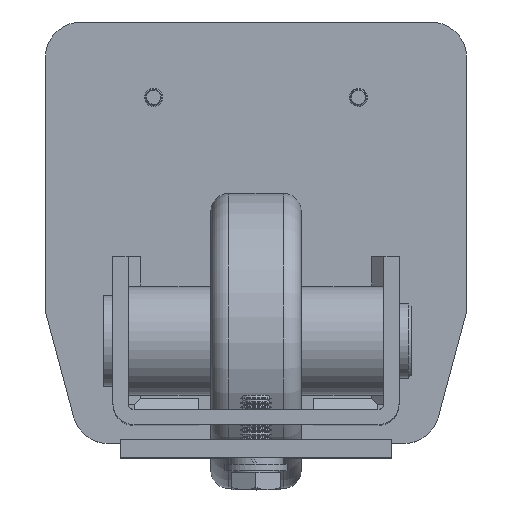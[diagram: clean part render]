
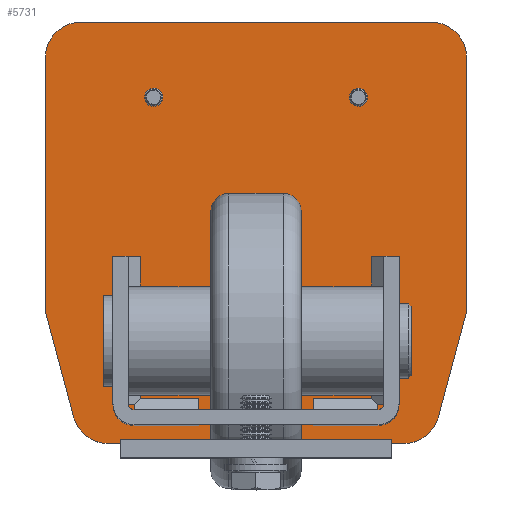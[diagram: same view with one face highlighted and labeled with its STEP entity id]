
A CAD part, top view. The second image highlights one B-rep face of the part: STEP entity #5731.
In plain terms, the highlighted planar face has unit normal (0, 0, 1).
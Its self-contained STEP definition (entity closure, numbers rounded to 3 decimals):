
#269=FACE_BOUND('',#1404,.T.);
#270=FACE_BOUND('',#1405,.T.);
#328=CIRCLE('',#6411,12.);
#330=CIRCLE('',#6414,12.);
#332=CIRCLE('',#6417,12.);
#334=CIRCLE('',#6420,12.);
#337=CIRCLE('',#6424,2.459);
#338=CIRCLE('',#6425,2.459);
#341=CIRCLE('',#6429,2.459);
#342=CIRCLE('',#6430,2.459);
#345=CIRCLE('',#6438,12.);
#346=CIRCLE('',#6442,12.);
#1049=FACE_OUTER_BOUND('',#1403,.T.);
#1403=EDGE_LOOP('',(#4130,#4131,#4132,#4133,#4134,#4135,#4136,#4137,#4138,
#4139,#4140,#4141));
#1404=EDGE_LOOP('',(#4142,#4143));
#1405=EDGE_LOOP('',(#4144,#4145));
#1821=LINE('',#9688,#2148);
#1828=LINE('',#9704,#2155);
#1829=LINE('',#9706,#2156);
#1831=LINE('',#9712,#2158);
#1832=LINE('',#9715,#2159);
#1835=LINE('',#9722,#2162);
#2148=VECTOR('',#7531,82.412);
#2155=VECTOR('',#7546,34.773);
#2156=VECTOR('',#7549,116.);
#2158=VECTOR('',#7557,82.412);
#2159=VECTOR('',#7560,34.773);
#2162=VECTOR('',#7569,98.);
#2456=VERTEX_POINT('',#9634);
#2457=VERTEX_POINT('',#9636);
#2460=VERTEX_POINT('',#9643);
#2461=VERTEX_POINT('',#9645);
#2464=VERTEX_POINT('',#9652);
#2465=VERTEX_POINT('',#9654);
#2468=VERTEX_POINT('',#9661);
#2469=VERTEX_POINT('',#9663);
#2472=VERTEX_POINT('',#9671);
#2473=VERTEX_POINT('',#9673);
#2476=VERTEX_POINT('',#9681);
#2477=VERTEX_POINT('',#9683);
#2482=VERTEX_POINT('',#9702);
#2483=VERTEX_POINT('',#9708);
#2484=VERTEX_POINT('',#9714);
#2485=VERTEX_POINT('',#9718);
#3082=EDGE_CURVE('',#2456,#2457,#328,.T.);
#3086=EDGE_CURVE('',#2460,#2461,#330,.T.);
#3090=EDGE_CURVE('',#2464,#2465,#332,.T.);
#3094=EDGE_CURVE('',#2468,#2469,#334,.T.);
#3099=EDGE_CURVE('',#2473,#2472,#337,.T.);
#3100=EDGE_CURVE('',#2472,#2473,#338,.T.);
#3104=EDGE_CURVE('',#2477,#2476,#341,.T.);
#3105=EDGE_CURVE('',#2476,#2477,#342,.T.);
#3107=EDGE_CURVE('',#2461,#2468,#1821,.T.);
#3116=EDGE_CURVE('',#2482,#2464,#1828,.T.);
#3117=EDGE_CURVE('',#2457,#2460,#1829,.T.);
#3118=EDGE_CURVE('',#2483,#2482,#345,.T.);
#3120=EDGE_CURVE('',#2465,#2456,#1831,.T.);
#3121=EDGE_CURVE('',#2469,#2484,#1832,.T.);
#3123=EDGE_CURVE('',#2484,#2485,#346,.T.);
#3125=EDGE_CURVE('',#2485,#2483,#1835,.T.);
#4130=ORIENTED_EDGE('',*,*,#3094,.F.);
#4131=ORIENTED_EDGE('',*,*,#3107,.F.);
#4132=ORIENTED_EDGE('',*,*,#3086,.F.);
#4133=ORIENTED_EDGE('',*,*,#3117,.F.);
#4134=ORIENTED_EDGE('',*,*,#3082,.F.);
#4135=ORIENTED_EDGE('',*,*,#3120,.F.);
#4136=ORIENTED_EDGE('',*,*,#3090,.F.);
#4137=ORIENTED_EDGE('',*,*,#3116,.F.);
#4138=ORIENTED_EDGE('',*,*,#3118,.F.);
#4139=ORIENTED_EDGE('',*,*,#3125,.F.);
#4140=ORIENTED_EDGE('',*,*,#3123,.F.);
#4141=ORIENTED_EDGE('',*,*,#3121,.F.);
#4142=ORIENTED_EDGE('',*,*,#3104,.T.);
#4143=ORIENTED_EDGE('',*,*,#3105,.T.);
#4144=ORIENTED_EDGE('',*,*,#3099,.T.);
#4145=ORIENTED_EDGE('',*,*,#3100,.T.);
#5609=PLANE('',#6444);
#5731=ADVANCED_FACE('',(#1049,#269,#270),#5609,.T.);
#6411=AXIS2_PLACEMENT_3D('',#9637,#7479,#7480);
#6414=AXIS2_PLACEMENT_3D('',#9646,#7487,#7488);
#6417=AXIS2_PLACEMENT_3D('',#9655,#7495,#7496);
#6420=AXIS2_PLACEMENT_3D('',#9664,#7503,#7504);
#6424=AXIS2_PLACEMENT_3D('',#9674,#7513,#7514);
#6425=AXIS2_PLACEMENT_3D('',#9675,#7515,#7516);
#6429=AXIS2_PLACEMENT_3D('',#9684,#7524,#7525);
#6430=AXIS2_PLACEMENT_3D('',#9685,#7526,#7527);
#6438=AXIS2_PLACEMENT_3D('',#9709,#7552,#7553);
#6442=AXIS2_PLACEMENT_3D('',#9719,#7564,#7565);
#6444=AXIS2_PLACEMENT_3D('',#9723,#7570,#7571);
#7479=DIRECTION('center_axis',(0.,0.,-1.));
#7480=DIRECTION('ref_axis',(-0.707,0.707,0.));
#7487=DIRECTION('center_axis',(0.,0.,-1.));
#7488=DIRECTION('ref_axis',(0.707,0.707,0.));
#7495=DIRECTION('center_axis',(0.,0.,-1.));
#7496=DIRECTION('ref_axis',(-0.991,-0.131,0.));
#7503=DIRECTION('center_axis',(0.,0.,-1.));
#7504=DIRECTION('ref_axis',(0.991,-0.131,0.));
#7513=DIRECTION('center_axis',(0.,0.,-1.));
#7514=DIRECTION('ref_axis',(-1.,0.,0.));
#7515=DIRECTION('center_axis',(0.,0.,-1.));
#7516=DIRECTION('ref_axis',(-1.,0.,0.));
#7524=DIRECTION('center_axis',(0.,0.,-1.));
#7525=DIRECTION('ref_axis',(-1.,0.,0.));
#7526=DIRECTION('center_axis',(0.,0.,-1.));
#7527=DIRECTION('ref_axis',(-1.,0.,0.));
#7531=DIRECTION('',(0.,-1.,0.));
#7546=DIRECTION('',(-0.259,0.966,0.));
#7549=DIRECTION('',(1.,0.,0.));
#7552=DIRECTION('center_axis',(0.,0.,-1.));
#7553=DIRECTION('ref_axis',(0.966,0.259,0.));
#7557=DIRECTION('',(0.,1.,0.));
#7560=DIRECTION('',(-0.259,-0.966,0.));
#7564=DIRECTION('center_axis',(0.,0.,-1.));
#7565=DIRECTION('ref_axis',(0.,1.,0.));
#7569=DIRECTION('',(-1.,0.,0.));
#7570=DIRECTION('center_axis',(0.,0.,1.));
#7571=DIRECTION('ref_axis',(1.,0.,0.));
#9634=CARTESIAN_POINT('',(-70.,-12.,5.));
#9636=CARTESIAN_POINT('',(-58.,0.,5.));
#9637=CARTESIAN_POINT('Origin',(-58.,-12.,5.));
#9643=CARTESIAN_POINT('',(58.,0.,5.));
#9645=CARTESIAN_POINT('',(70.,-12.,5.));
#9646=CARTESIAN_POINT('Origin',(58.,-12.,5.));
#9652=CARTESIAN_POINT('',(-69.591,-97.517,5.));
#9654=CARTESIAN_POINT('',(-70.,-94.412,5.));
#9655=CARTESIAN_POINT('Origin',(-58.,-94.412,5.));
#9661=CARTESIAN_POINT('',(70.,-94.412,5.));
#9663=CARTESIAN_POINT('',(69.591,-97.517,5.));
#9664=CARTESIAN_POINT('Origin',(58.,-94.412,5.));
#9671=CARTESIAN_POINT('',(31.542,-25.,5.));
#9673=CARTESIAN_POINT('',(36.459,-25.,5.));
#9674=CARTESIAN_POINT('Origin',(34.,-25.,5.));
#9675=CARTESIAN_POINT('Origin',(34.,-25.,5.));
#9681=CARTESIAN_POINT('',(-36.459,-25.,5.));
#9683=CARTESIAN_POINT('',(-31.542,-25.,5.));
#9684=CARTESIAN_POINT('Origin',(-34.,-25.,5.));
#9685=CARTESIAN_POINT('Origin',(-34.,-25.,5.));
#9688=CARTESIAN_POINT('',(70.,-12.,5.));
#9702=CARTESIAN_POINT('',(-60.591,-131.106,5.));
#9704=CARTESIAN_POINT('',(-60.591,-131.106,5.));
#9706=CARTESIAN_POINT('',(-58.,0.,5.));
#9708=CARTESIAN_POINT('',(-49.,-140.,5.));
#9709=CARTESIAN_POINT('Origin',(-49.,-128.,5.));
#9712=CARTESIAN_POINT('',(-70.,-94.412,5.));
#9714=CARTESIAN_POINT('',(60.591,-131.106,5.));
#9715=CARTESIAN_POINT('',(69.591,-97.517,5.));
#9718=CARTESIAN_POINT('',(49.,-140.,5.));
#9719=CARTESIAN_POINT('Origin',(49.,-128.,5.));
#9722=CARTESIAN_POINT('',(49.,-140.,5.));
#9723=CARTESIAN_POINT('Origin',(0.,-66.439,
5.));
